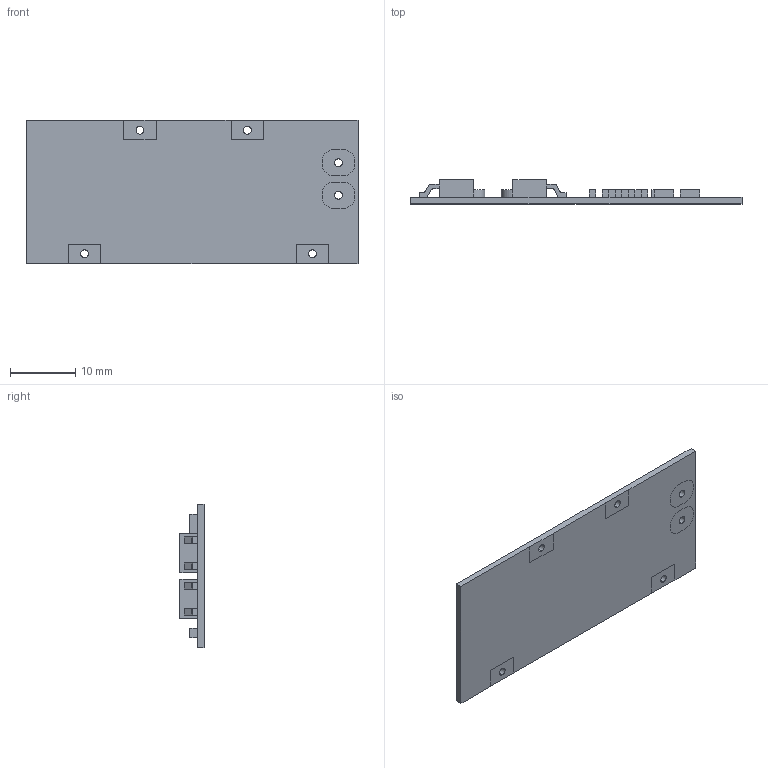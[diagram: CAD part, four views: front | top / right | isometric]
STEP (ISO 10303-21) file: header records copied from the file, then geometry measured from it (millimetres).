
FILE_DESCRIPTION (( 'STEP AP214' ), '1' );
FILE_NAME ('HX-3S-D01.STEP', '2020-02-05T07:29:40', ( '' ), ( '' ), 'SwSTEP 2.0', 'SolidWorks 2016', '' );
FILE_SCHEMA (( 'AUTOMOTIVE_DESIGN' ));
Length unit declared in the file: millimetre
Products named in the file (1): HX-3S-D01
Bounding box: 51 x 3.71 x 22 mm (x, y, z)
Volume: 1631.6 mm3; surface area: 2896.5 mm2
Topology: 1 solids, 1 shells, 292 faces, 785 edges, 521 vertices
Faces by surface type: plane 240, cylinder 52
Entity records: 9952 total; most frequent: CARTESIAN_POINT 1599, ORIENTED_EDGE 1570, DIRECTION 1475, EDGE_CURVE 785, VECTOR 681, LINE 681, VERTEX_POINT 521, AXIS2_PLACEMENT_3D 397
